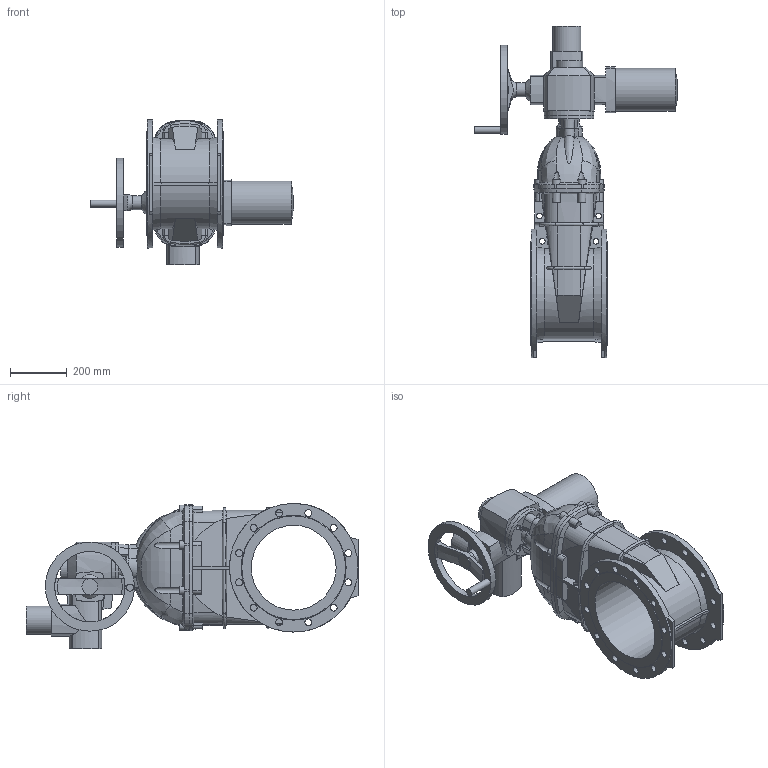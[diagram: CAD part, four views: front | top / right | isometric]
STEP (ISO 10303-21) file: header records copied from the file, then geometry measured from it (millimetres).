
FILE_DESCRIPTION (( 'STEP AP203' ), '1' );
FILE_NAME ('O_15_42_DN300_00_step with AUMA.STEP', '2015-06-11T07:40:57', ( '' ), ( '' ), 'SwSTEP 2.0', 'SolidWorks 2012', '' );
FILE_SCHEMA (( 'CONFIG_CONTROL_DESIGN' ));
Length unit declared in the file: millimetre
Products named in the file (1): O_15_42_DN300_00_step with AUMA
Bounding box: 721 x 1174.5 x 513.5 mm (x, y, z)
Volume: 53060270.2 mm3; surface area: 2146936.8 mm2
Topology: 1 solids, 1 shells, 506 faces, 1382 edges, 898 vertices
Faces by surface type: plane 164, cylinder 153, cone 101, bspline 64, torus 23, sphere 1
Full cylindrical faces by diameter (mm): 12 x4, 18 x4, 20 x4, 24.5 x24, 25 x1, 50 x1, 56 x1, 90 x1, 100 x1, 153 x1, 175 x2, 249 x1, 300 x1, 315 x1, 455 x2
Entity records: 20377 total; most frequent: CARTESIAN_POINT 8784, ORIENTED_EDGE 2582, DIRECTION 2068, EDGE_CURVE 1291, AXIS2_PLACEMENT_3D 878, VERTEX_POINT 860, EDGE_LOOP 641, FACE_OUTER_BOUND 557
